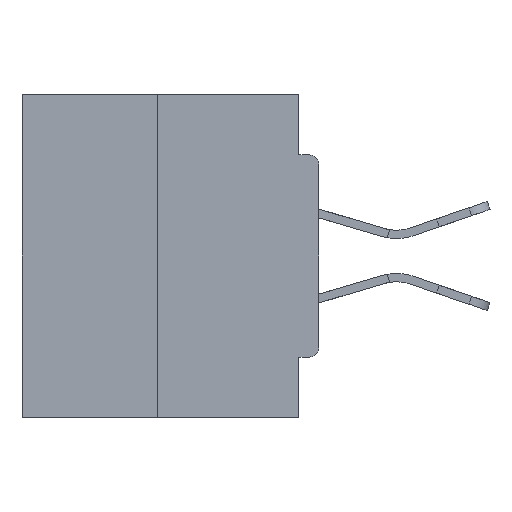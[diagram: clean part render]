
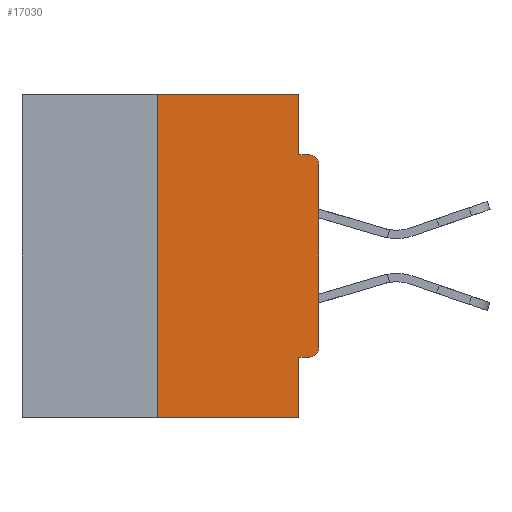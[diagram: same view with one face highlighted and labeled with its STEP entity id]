
A CAD part, left-side view. The second image highlights one B-rep face of the part: STEP entity #17030.
In plain terms, the highlighted planar face has unit normal (-1, 0, 0).
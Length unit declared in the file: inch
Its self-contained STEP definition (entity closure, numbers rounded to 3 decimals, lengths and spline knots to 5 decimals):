
#685 = DIRECTION ( 'NONE',  ( 0., 0., -1. ) ) ;
#1219 = VECTOR ( 'NONE', #14851, 39.37008 ) ;
#1412 = DIRECTION ( 'NONE',  ( 0., 1., 0. ) ) ;
#1853 = ORIENTED_EDGE ( 'NONE', *, *, #16220, .T. ) ;
#2020 = VERTEX_POINT ( 'NONE', #3156 ) ;
#2452 = DIRECTION ( 'NONE',  ( 0., 0., -1. ) ) ;
#2611 = VERTEX_POINT ( 'NONE', #6058 ) ;
#3156 = CARTESIAN_POINT ( 'NONE',  ( 0., 0.031, -0.5 ) ) ;
#3586 = CARTESIAN_POINT ( 'NONE',  ( 0., 0.46, -0.5 ) ) ;
#4291 = LINE ( 'NONE', #17551, #13606 ) ;
#4647 = EDGE_CURVE ( 'NONE', #16330, #34649, #5078, .T. ) ;
#4702 = DIRECTION ( 'NONE',  ( -1., 0., 0. ) ) ;
#4853 = AXIS2_PLACEMENT_3D ( 'NONE', #13829, #4702, #37680 ) ;
#5078 = LINE ( 'NONE', #22538, #33030 ) ;
#5213 = VECTOR ( 'NONE', #25559, 39.37008 ) ;
#5701 = VERTEX_POINT ( 'NONE', #22277 ) ;
#6051 = DIRECTION ( 'NONE',  ( -1., 0., 0. ) ) ;
#6058 = CARTESIAN_POINT ( 'NONE',  ( 0., 0.25, 0. ) ) ;
#6126 = EDGE_CURVE ( 'NONE', #33089, #17582, #10917, .T. ) ;
#8330 = VECTOR ( 'NONE', #24332, 39.37008 ) ;
#8837 = CARTESIAN_POINT ( 'NONE',  ( 0., 0.031, -0.5 ) ) ;
#10343 = VECTOR ( 'NONE', #2452, 39.37008 ) ;
#10917 = CIRCLE ( 'NONE', #12504, 0.015 ) ;
#11484 = FACE_OUTER_BOUND ( 'NONE', #19992, .T. ) ;
#12185 = LINE ( 'NONE', #8837, #10343 ) ;
#12504 = AXIS2_PLACEMENT_3D ( 'NONE', #37976, #6051, #16981 ) ;
#13078 = EDGE_CURVE ( 'NONE', #2611, #16330, #13617, .T. ) ;
#13606 = VECTOR ( 'NONE', #26558, 39.37008 ) ;
#13617 = LINE ( 'NONE', #22938, #5213 ) ;
#13829 = CARTESIAN_POINT ( 'NONE',  ( 0., 0.015, -0.3915 ) ) ;
#14156 = ORIENTED_EDGE ( 'NONE', *, *, #14964, .T. ) ;
#14380 = EDGE_CURVE ( 'NONE', #17520, #38623, #34983, .T. ) ;
#14851 = DIRECTION ( 'NONE',  ( 0., 0., 1. ) ) ;
#14964 = EDGE_CURVE ( 'NONE', #5701, #2020, #16261, .T. ) ;
#15603 = LINE ( 'NONE', #26459, #34289 ) ;
#15861 = DIRECTION ( 'NONE',  ( 0., 0., -1. ) ) ;
#16220 = EDGE_CURVE ( 'NONE', #20078, #33089, #27357, .T. ) ;
#16261 = LINE ( 'NONE', #3586, #8330 ) ;
#16330 = VERTEX_POINT ( 'NONE', #30371 ) ;
#16981 = DIRECTION ( 'NONE',  ( 0., 0., -1. ) ) ;
#17030 = ADVANCED_FACE ( 'NONE', ( #11484 ), #17775, .F. ) ;
#17520 = VERTEX_POINT ( 'NONE', #19983 ) ;
#17551 = CARTESIAN_POINT ( 'NONE',  ( 0., 0., -0.0935 ) ) ;
#17582 = VERTEX_POINT ( 'NONE', #21416 ) ;
#17775 = PLANE ( 'NONE',  #23072 ) ;
#17864 = EDGE_CURVE ( 'NONE', #5701, #2611, #15603, .T. ) ;
#18721 = ORIENTED_EDGE ( 'NONE', *, *, #13078, .F. ) ;
#19858 = ORIENTED_EDGE ( 'NONE', *, *, #29954, .F. ) ;
#19983 = CARTESIAN_POINT ( 'NONE',  ( 0., 0.015, -0.4065 ) ) ;
#19992 = EDGE_LOOP ( 'NONE', ( #18721, #28320, #14156, #32026, #32529, #20910, #1853, #29711, #19858, #23407 ) ) ;
#20078 = VERTEX_POINT ( 'NONE', #36930 ) ;
#20910 = ORIENTED_EDGE ( 'NONE', *, *, #27512, .T. ) ;
#20913 = CIRCLE ( 'NONE', #4853, 0.015 ) ;
#21416 = CARTESIAN_POINT ( 'NONE',  ( 0., 0.015, -0.0935 ) ) ;
#22277 = CARTESIAN_POINT ( 'NONE',  ( 0., 0.25, -0.5 ) ) ;
#22538 = CARTESIAN_POINT ( 'NONE',  ( 0., 0.031, 0. ) ) ;
#22938 = CARTESIAN_POINT ( 'NONE',  ( 0., 0.46, 0. ) ) ;
#23072 = AXIS2_PLACEMENT_3D ( 'NONE', #35266, #38248, #685 ) ;
#23407 = ORIENTED_EDGE ( 'NONE', *, *, #4647, .F. ) ;
#24332 = DIRECTION ( 'NONE',  ( 0., -1., 0. ) ) ;
#25559 = DIRECTION ( 'NONE',  ( 0., -1., 0. ) ) ;
#25585 = CARTESIAN_POINT ( 'NONE',  ( 0., 0.031, -0.0935 ) ) ;
#26200 = DIRECTION ( 'NONE',  ( 0., 0., 1. ) ) ;
#26459 = CARTESIAN_POINT ( 'NONE',  ( 0., 0.25, 0. ) ) ;
#26558 = DIRECTION ( 'NONE',  ( 0., -1., 0. ) ) ;
#27057 = VECTOR ( 'NONE', #1412, 39.37008 ) ;
#27357 = LINE ( 'NONE', #29736, #1219 ) ;
#27512 = EDGE_CURVE ( 'NONE', #17520, #20078, #20913, .T. ) ;
#28320 = ORIENTED_EDGE ( 'NONE', *, *, #17864, .F. ) ;
#29711 = ORIENTED_EDGE ( 'NONE', *, *, #6126, .T. ) ;
#29736 = CARTESIAN_POINT ( 'NONE',  ( 0., 0., 0. ) ) ;
#29954 = EDGE_CURVE ( 'NONE', #34649, #17582, #4291, .T. ) ;
#30276 = EDGE_CURVE ( 'NONE', #38623, #2020, #12185, .T. ) ;
#30371 = CARTESIAN_POINT ( 'NONE',  ( 0., 0.031, 0. ) ) ;
#30894 = CARTESIAN_POINT ( 'NONE',  ( 0., 0., -0.4065 ) ) ;
#32026 = ORIENTED_EDGE ( 'NONE', *, *, #30276, .F. ) ;
#32529 = ORIENTED_EDGE ( 'NONE', *, *, #14380, .F. ) ;
#33030 = VECTOR ( 'NONE', #15861, 39.37008 ) ;
#33089 = VERTEX_POINT ( 'NONE', #38303 ) ;
#34289 = VECTOR ( 'NONE', #26200, 39.37008 ) ;
#34649 = VERTEX_POINT ( 'NONE', #25585 ) ;
#34884 = CARTESIAN_POINT ( 'NONE',  ( 0., 0.031, -0.4065 ) ) ;
#34983 = LINE ( 'NONE', #30894, #27057 ) ;
#35266 = CARTESIAN_POINT ( 'NONE',  ( 0., 0.46, 0. ) ) ;
#36930 = CARTESIAN_POINT ( 'NONE',  ( 0., 0., -0.3915 ) ) ;
#37680 = DIRECTION ( 'NONE',  ( 0., 0., -1. ) ) ;
#37976 = CARTESIAN_POINT ( 'NONE',  ( 0., 0.015, -0.1085 ) ) ;
#38248 = DIRECTION ( 'NONE',  ( 1., 0., 0. ) ) ;
#38303 = CARTESIAN_POINT ( 'NONE',  ( 0., 0., -0.1085 ) ) ;
#38623 = VERTEX_POINT ( 'NONE', #34884 ) ;
